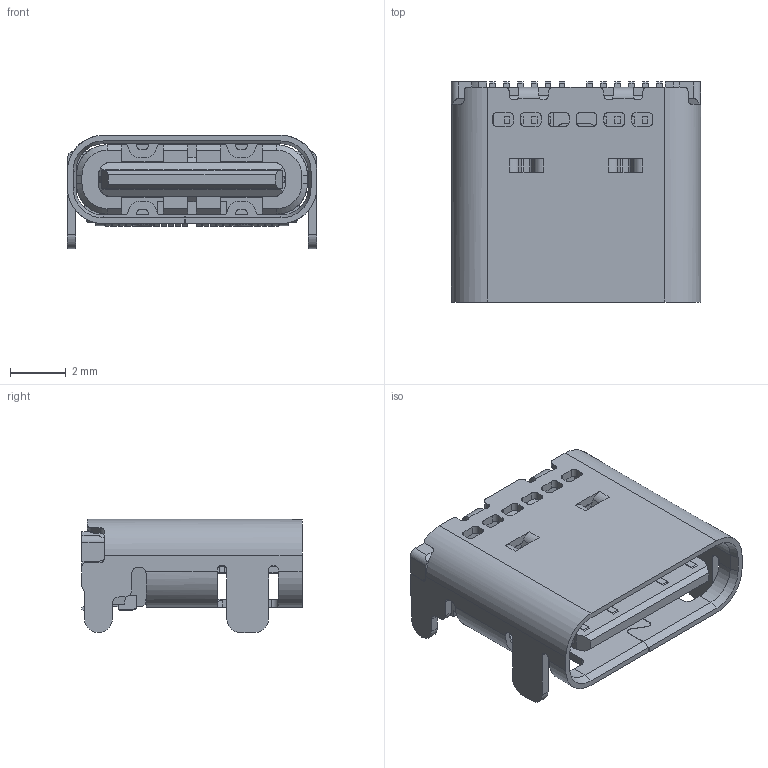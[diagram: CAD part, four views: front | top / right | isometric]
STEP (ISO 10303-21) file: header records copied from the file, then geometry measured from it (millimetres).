
FILE_DESCRIPTION(('FreeCAD Model'),'2;1');
FILE_NAME('Open CASCADE Shape Model','2024-04-30T16:28:27',(''),(''), 'Open CASCADE STEP processor 7.6','FreeCAD','Unknown');
FILE_SCHEMA(('AP242_MANAGED_MODEL_BASED_3D_ENGINEERING_MIM_LF. {1 0 10303 442 1 1 4 }'));
Length unit declared in the file: millimetre
Products named in the file (2): Part; 10152803_3D
Assembly tree (1 placements, depth 2):
  Part
    10152803_3D
Bounding box: 8.95 x 7.9 x 4.06 mm (x, y, z)
Volume: 118.4 mm3; surface area: 534.8 mm2
Topology: 1 solids, 2 shells, 1103 faces, 3126 edges, 2009 vertices
Faces by surface type: plane 816, cylinder 243, torus 16, cone 16, bspline 10, extrusion 2
Entity records: 36231 total; most frequent: CARTESIAN_POINT 7488, ORIENTED_EDGE 6252, DIRECTION 5652, EDGE_CURVE 3126, VECTOR 2436, LINE 2434, VERTEX_POINT 2009, AXIS2_PLACEMENT_3D 1608
